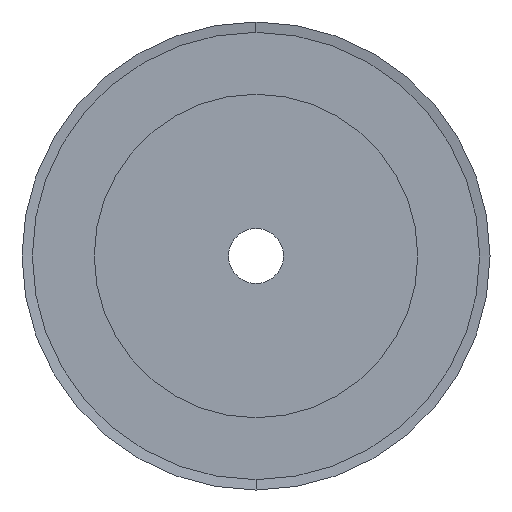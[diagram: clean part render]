
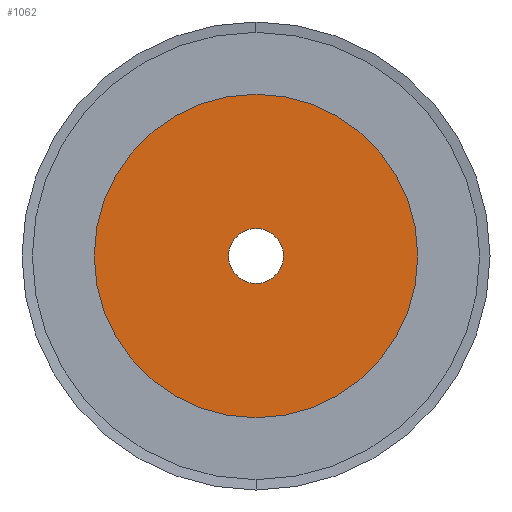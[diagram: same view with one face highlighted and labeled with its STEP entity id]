
A CAD part, left-side view. The second image highlights one B-rep face of the part: STEP entity #1062.
In plain terms, the highlighted planar face has unit normal (-1, 0, 0).
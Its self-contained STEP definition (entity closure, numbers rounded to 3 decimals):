
#1062=ADVANCED_FACE('',(#2124,#2125),#2126,.T.);
#2124=FACE_OUTER_BOUND('',#3180,.T.);
#2125=FACE_BOUND('',#3181,.T.);
#2126=PLANE('',#3182);
#3180=EDGE_LOOP('',(#6586,#6587));
#3181=EDGE_LOOP('',(#6588,#6589));
#3182=AXIS2_PLACEMENT_3D('',#6590,#6591,#6592);
#6586=ORIENTED_EDGE('',*,*,#6619,.F.);
#6587=ORIENTED_EDGE('',*,*,#7951,.F.);
#6588=ORIENTED_EDGE('',*,*,#6606,.T.);
#6589=ORIENTED_EDGE('',*,*,#7957,.T.);
#6590=CARTESIAN_POINT('',(-20.0,0.0,-10.0));
#6591=DIRECTION('',(-1.0,0.0,0.0));
#6592=DIRECTION('',(0.0,0.0,1.0));
#6606=EDGE_CURVE('',#7964,#7968,#7970,.T.);
#6619=EDGE_CURVE('',#7988,#7991,#7992,.T.);
#7951=EDGE_CURVE('',#7991,#7988,#9983,.T.);
#7957=EDGE_CURVE('',#7968,#7964,#9989,.T.);
#7964=VERTEX_POINT('',#9996);
#7968=VERTEX_POINT('',#10001);
#7970=CIRCLE('',#10004,4.0);
#7988=VERTEX_POINT('',#10026);
#7991=VERTEX_POINT('',#10030);
#7992=CIRCLE('',#10031,23.5);
#9983=CIRCLE('',#12515,23.5);
#9989=CIRCLE('',#12521,4.0);
#9996=CARTESIAN_POINT('',(-20.0,0.0,-4.0));
#10001=CARTESIAN_POINT('',(-20.0,0.,4.0));
#10004=AXIS2_PLACEMENT_3D('',#12531,#12532,#12533);
#10026=CARTESIAN_POINT('',(-20.0,0.0,-23.5));
#10030=CARTESIAN_POINT('',(-20.0,0.,23.5));
#10031=AXIS2_PLACEMENT_3D('',#12551,#12552,#12553);
#12515=AXIS2_PLACEMENT_3D('',#14550,#14551,#14552);
#12521=AXIS2_PLACEMENT_3D('',#14556,#14557,#14558);
#12531=CARTESIAN_POINT('',(-20.0,0.0,0.0));
#12532=DIRECTION('',(1.0,-0.0,0.0));
#12533=DIRECTION('',(0.0,0.0,-1.0));
#12551=CARTESIAN_POINT('',(-20.0,0.0,0.0));
#12552=DIRECTION('',(1.0,0.0,0.0));
#12553=DIRECTION('',(0.0,0.0,-1.0));
#14550=CARTESIAN_POINT('',(-20.0,0.0,0.0));
#14551=DIRECTION('',(1.0,0.0,0.0));
#14552=DIRECTION('',(0.0,0.0,-1.0));
#14556=CARTESIAN_POINT('',(-20.0,0.0,0.0));
#14557=DIRECTION('',(1.0,-0.0,0.0));
#14558=DIRECTION('',(0.0,0.0,-1.0));
